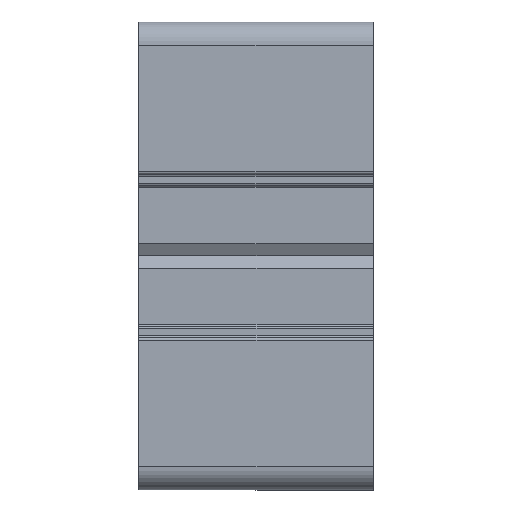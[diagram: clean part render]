
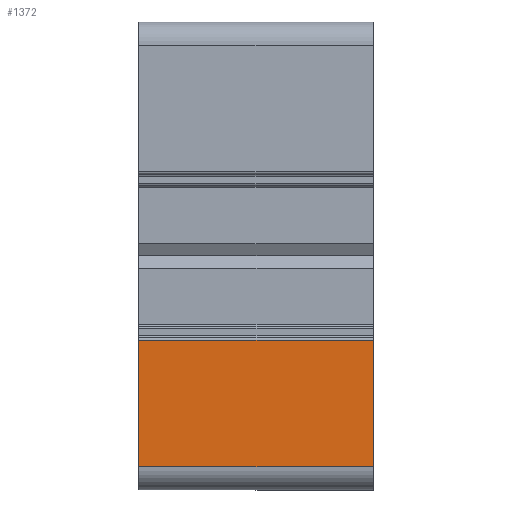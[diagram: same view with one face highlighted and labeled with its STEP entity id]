
A CAD part, left-side view. The second image highlights one B-rep face of the part: STEP entity #1372.
In plain terms, the highlighted planar face has unit normal (-1, 0, 0).
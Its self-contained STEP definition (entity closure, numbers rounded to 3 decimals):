
#83 = PLANE('',#84);
#84 = AXIS2_PLACEMENT_3D('',#85,#86,#87);
#85 = CARTESIAN_POINT('',(20.001,19.997,10.));
#86 = DIRECTION('',(0.,0.,1.));
#87 = DIRECTION('',(1.,0.,0.));
#137 = PLANE('',#138);
#138 = AXIS2_PLACEMENT_3D('',#139,#140,#141);
#139 = CARTESIAN_POINT('',(20.001,19.997,0.));
#140 = DIRECTION('',(0.,0.,1.));
#141 = DIRECTION('',(1.,0.,0.));
#1240 = CYLINDRICAL_SURFACE('',#1241,0.995);
#1241 = AXIS2_PLACEMENT_3D('',#1242,#1243,#1244);
#1242 = CARTESIAN_POINT('',(0.994,10.997,0.));
#1243 = DIRECTION('',(-0.,-0.,-1.));
#1244 = DIRECTION('',(1.,0.,0.));
#1298 = EDGE_CURVE('',#1299,#1301,#1303,.T.);
#1299 = VERTEX_POINT('',#1300);
#1300 = CARTESIAN_POINT('',(-0.001,10.995,0.));
#1301 = VERTEX_POINT('',#1302);
#1302 = CARTESIAN_POINT('',(-0.001,10.995,10.));
#1303 = SURFACE_CURVE('',#1304,(#1308,#1315),.PCURVE_S1.);
#1304 = LINE('',#1305,#1306);
#1305 = CARTESIAN_POINT('',(-0.001,10.995,0.));
#1306 = VECTOR('',#1307,1.);
#1307 = DIRECTION('',(0.,0.,1.));
#1308 = PCURVE('',#1240,#1309);
#1309 = DEFINITIONAL_REPRESENTATION('',(#1310),#1314);
#1310 = LINE('',#1311,#1312);
#1311 = CARTESIAN_POINT('',(-3.143,0.));
#1312 = VECTOR('',#1313,1.);
#1313 = DIRECTION('',(-0.,-1.));
#1314 = ( GEOMETRIC_REPRESENTATION_CONTEXT(2) 
PARAMETRIC_REPRESENTATION_CONTEXT() REPRESENTATION_CONTEXT('2D SPACE',''
  ) );
#1315 = PCURVE('',#1316,#1321);
#1316 = PLANE('',#1317);
#1317 = AXIS2_PLACEMENT_3D('',#1318,#1319,#1320);
#1318 = CARTESIAN_POINT('',(-0.001,16.406,0.));
#1319 = DIRECTION('',(1.,0.,0.));
#1320 = DIRECTION('',(0.,-1.,0.));
#1321 = DEFINITIONAL_REPRESENTATION('',(#1322),#1326);
#1322 = LINE('',#1323,#1324);
#1323 = CARTESIAN_POINT('',(5.411,0.));
#1324 = VECTOR('',#1325,1.);
#1325 = DIRECTION('',(0.,-1.));
#1326 = ( GEOMETRIC_REPRESENTATION_CONTEXT(2) 
PARAMETRIC_REPRESENTATION_CONTEXT() REPRESENTATION_CONTEXT('2D SPACE',''
  ) );
#1372 = ADVANCED_FACE('',(#1373),#1316,.F.);
#1373 = FACE_BOUND('',#1374,.F.);
#1374 = EDGE_LOOP('',(#1375,#1405,#1426,#1427));
#1375 = ORIENTED_EDGE('',*,*,#1376,.T.);
#1376 = EDGE_CURVE('',#1377,#1379,#1381,.T.);
#1377 = VERTEX_POINT('',#1378);
#1378 = CARTESIAN_POINT('',(-0.001,16.406,0.));
#1379 = VERTEX_POINT('',#1380);
#1380 = CARTESIAN_POINT('',(-0.001,16.406,10.));
#1381 = SURFACE_CURVE('',#1382,(#1386,#1393),.PCURVE_S1.);
#1382 = LINE('',#1383,#1384);
#1383 = CARTESIAN_POINT('',(-0.001,16.406,0.));
#1384 = VECTOR('',#1385,1.);
#1385 = DIRECTION('',(0.,0.,1.));
#1386 = PCURVE('',#1316,#1387);
#1387 = DEFINITIONAL_REPRESENTATION('',(#1388),#1392);
#1388 = LINE('',#1389,#1390);
#1389 = CARTESIAN_POINT('',(0.,0.));
#1390 = VECTOR('',#1391,1.);
#1391 = DIRECTION('',(0.,-1.));
#1392 = ( GEOMETRIC_REPRESENTATION_CONTEXT(2) 
PARAMETRIC_REPRESENTATION_CONTEXT() REPRESENTATION_CONTEXT('2D SPACE',''
  ) );
#1393 = PCURVE('',#1394,#1399);
#1394 = CYLINDRICAL_SURFACE('',#1395,0.1);
#1395 = AXIS2_PLACEMENT_3D('',#1396,#1397,#1398);
#1396 = CARTESIAN_POINT('',(0.099,16.406,0.));
#1397 = DIRECTION('',(-0.,-0.,-1.));
#1398 = DIRECTION('',(1.,0.,0.));
#1399 = DEFINITIONAL_REPRESENTATION('',(#1400),#1404);
#1400 = LINE('',#1401,#1402);
#1401 = CARTESIAN_POINT('',(-3.142,0.));
#1402 = VECTOR('',#1403,1.);
#1403 = DIRECTION('',(-0.,-1.));
#1404 = ( GEOMETRIC_REPRESENTATION_CONTEXT(2) 
PARAMETRIC_REPRESENTATION_CONTEXT() REPRESENTATION_CONTEXT('2D SPACE',''
  ) );
#1405 = ORIENTED_EDGE('',*,*,#1406,.T.);
#1406 = EDGE_CURVE('',#1379,#1301,#1407,.T.);
#1407 = SURFACE_CURVE('',#1408,(#1412,#1419),.PCURVE_S1.);
#1408 = LINE('',#1409,#1410);
#1409 = CARTESIAN_POINT('',(-0.001,16.406,10.));
#1410 = VECTOR('',#1411,1.);
#1411 = DIRECTION('',(0.,-1.,0.));
#1412 = PCURVE('',#1316,#1413);
#1413 = DEFINITIONAL_REPRESENTATION('',(#1414),#1418);
#1414 = LINE('',#1415,#1416);
#1415 = CARTESIAN_POINT('',(0.,-10.));
#1416 = VECTOR('',#1417,1.);
#1417 = DIRECTION('',(1.,0.));
#1418 = ( GEOMETRIC_REPRESENTATION_CONTEXT(2) 
PARAMETRIC_REPRESENTATION_CONTEXT() REPRESENTATION_CONTEXT('2D SPACE',''
  ) );
#1419 = PCURVE('',#83,#1420);
#1420 = DEFINITIONAL_REPRESENTATION('',(#1421),#1425);
#1421 = LINE('',#1422,#1423);
#1422 = CARTESIAN_POINT('',(-20.002,-3.59));
#1423 = VECTOR('',#1424,1.);
#1424 = DIRECTION('',(0.,-1.));
#1425 = ( GEOMETRIC_REPRESENTATION_CONTEXT(2) 
PARAMETRIC_REPRESENTATION_CONTEXT() REPRESENTATION_CONTEXT('2D SPACE',''
  ) );
#1426 = ORIENTED_EDGE('',*,*,#1298,.F.);
#1427 = ORIENTED_EDGE('',*,*,#1428,.F.);
#1428 = EDGE_CURVE('',#1377,#1299,#1429,.T.);
#1429 = SURFACE_CURVE('',#1430,(#1434,#1441),.PCURVE_S1.);
#1430 = LINE('',#1431,#1432);
#1431 = CARTESIAN_POINT('',(-0.001,16.406,0.));
#1432 = VECTOR('',#1433,1.);
#1433 = DIRECTION('',(0.,-1.,0.));
#1434 = PCURVE('',#1316,#1435);
#1435 = DEFINITIONAL_REPRESENTATION('',(#1436),#1440);
#1436 = LINE('',#1437,#1438);
#1437 = CARTESIAN_POINT('',(0.,0.));
#1438 = VECTOR('',#1439,1.);
#1439 = DIRECTION('',(1.,0.));
#1440 = ( GEOMETRIC_REPRESENTATION_CONTEXT(2) 
PARAMETRIC_REPRESENTATION_CONTEXT() REPRESENTATION_CONTEXT('2D SPACE',''
  ) );
#1441 = PCURVE('',#137,#1442);
#1442 = DEFINITIONAL_REPRESENTATION('',(#1443),#1447);
#1443 = LINE('',#1444,#1445);
#1444 = CARTESIAN_POINT('',(-20.002,-3.59));
#1445 = VECTOR('',#1446,1.);
#1446 = DIRECTION('',(0.,-1.));
#1447 = ( GEOMETRIC_REPRESENTATION_CONTEXT(2) 
PARAMETRIC_REPRESENTATION_CONTEXT() REPRESENTATION_CONTEXT('2D SPACE',''
  ) );
